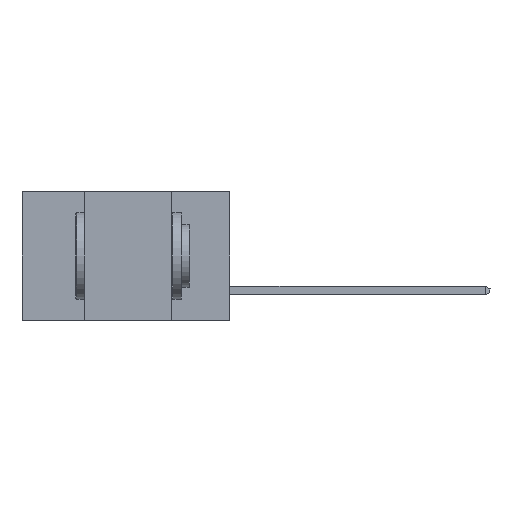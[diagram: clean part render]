
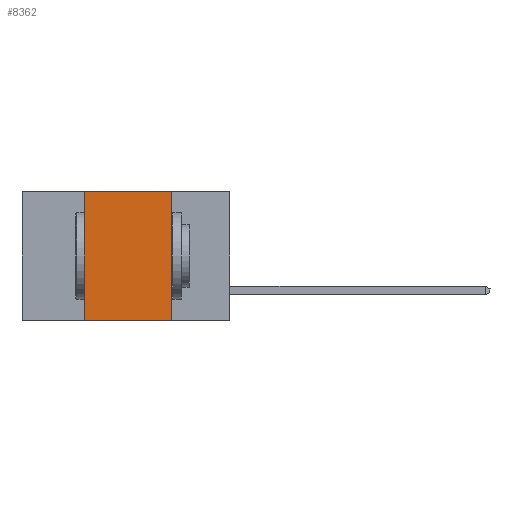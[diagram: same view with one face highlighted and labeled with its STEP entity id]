
A CAD part, left-side view. The second image highlights one B-rep face of the part: STEP entity #8362.
In plain terms, the highlighted planar face has unit normal (-1, 0, 0).
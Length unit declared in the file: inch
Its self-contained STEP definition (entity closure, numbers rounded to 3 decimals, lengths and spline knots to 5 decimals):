
#1247 = LINE ( 'NONE', #13125, #5216 ) ;
#1921 = AXIS2_PLACEMENT_3D ( 'NONE', #18580, #17198, #4928 ) ;
#2021 = CARTESIAN_POINT ( 'NONE',  ( 0., 0.17, 0. ) ) ;
#2049 = DIRECTION ( 'NONE',  ( 0., -1., 0. ) ) ;
#2255 = VECTOR ( 'NONE', #12464, 39.37008 ) ;
#2327 = ORIENTED_EDGE ( 'NONE', *, *, #15976, .F. ) ;
#3500 = CARTESIAN_POINT ( 'NONE',  ( 0., 0.42, -0.37 ) ) ;
#3537 = CARTESIAN_POINT ( 'NONE',  ( 0., 0.6, 0. ) ) ;
#4159 = CARTESIAN_POINT ( 'NONE',  ( 0., 0.17, -0.37 ) ) ;
#4180 = ORIENTED_EDGE ( 'NONE', *, *, #18084, .T. ) ;
#4928 = DIRECTION ( 'NONE',  ( 0., 0., -1. ) ) ;
#5125 = PLANE ( 'NONE',  #1921 ) ;
#5161 = CARTESIAN_POINT ( 'NONE',  ( 0., 0.42, -0.37 ) ) ;
#5216 = VECTOR ( 'NONE', #13315, 39.37008 ) ;
#5714 = CARTESIAN_POINT ( 'NONE',  ( 0., 0.42, 0. ) ) ;
#6529 = ORIENTED_EDGE ( 'NONE', *, *, #15871, .F. ) ;
#7809 = ORIENTED_EDGE ( 'NONE', *, *, #12964, .F. ) ;
#7995 = VERTEX_POINT ( 'NONE', #4159 ) ;
#8362 = ADVANCED_FACE ( 'NONE', ( #18484 ), #5125, .F. ) ;
#8532 = VERTEX_POINT ( 'NONE', #5714 ) ;
#9235 = LINE ( 'NONE', #3500, #14000 ) ;
#9387 = CARTESIAN_POINT ( 'NONE',  ( 0., 0.6, -0.37 ) ) ;
#10441 = VERTEX_POINT ( 'NONE', #2021 ) ;
#10970 = VERTEX_POINT ( 'NONE', #5161 ) ;
#11053 = EDGE_LOOP ( 'NONE', ( #2327, #6529, #7809, #4180 ) ) ;
#11835 = VECTOR ( 'NONE', #2049, 39.37008 ) ;
#12464 = DIRECTION ( 'NONE',  ( 0., -1., 0. ) ) ;
#12964 = EDGE_CURVE ( 'NONE', #10970, #8532, #9235, .T. ) ;
#13125 = CARTESIAN_POINT ( 'NONE',  ( 0., 0.17, -0.37 ) ) ;
#13315 = DIRECTION ( 'NONE',  ( 0., 0., -1. ) ) ;
#14000 = VECTOR ( 'NONE', #15158, 39.37008 ) ;
#15158 = DIRECTION ( 'NONE',  ( 0., 0., 1. ) ) ;
#15871 = EDGE_CURVE ( 'NONE', #8532, #10441, #17081, .T. ) ;
#15976 = EDGE_CURVE ( 'NONE', #10441, #7995, #1247, .T. ) ;
#17081 = LINE ( 'NONE', #3537, #11835 ) ;
#17118 = LINE ( 'NONE', #9387, #2255 ) ;
#17198 = DIRECTION ( 'NONE',  ( 1., 0., 0. ) ) ;
#18084 = EDGE_CURVE ( 'NONE', #10970, #7995, #17118, .T. ) ;
#18484 = FACE_OUTER_BOUND ( 'NONE', #11053, .T. ) ;
#18580 = CARTESIAN_POINT ( 'NONE',  ( 0., 0.6, 0. ) ) ;
